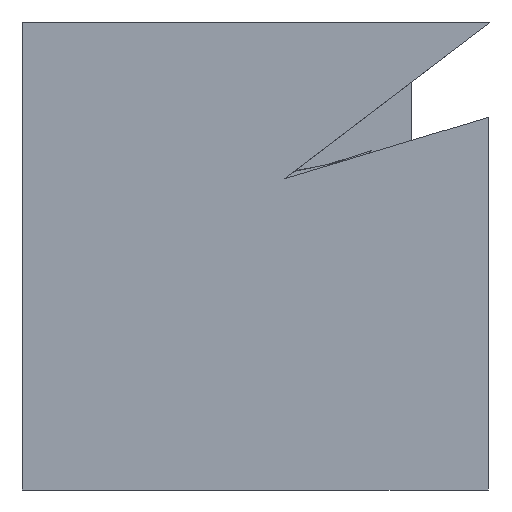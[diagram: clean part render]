
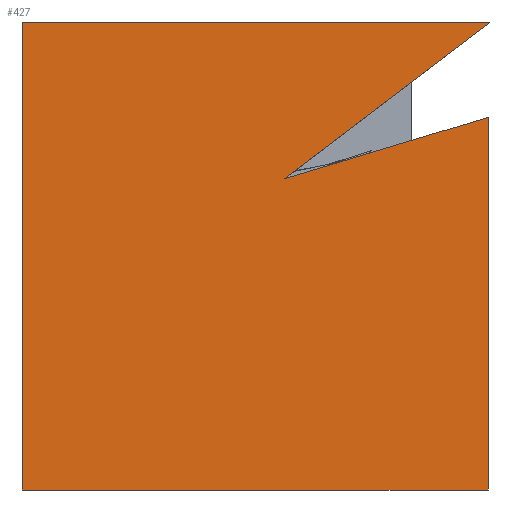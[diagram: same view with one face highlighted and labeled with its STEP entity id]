
A CAD part, left-side view. The second image highlights one B-rep face of the part: STEP entity #427.
In plain terms, the highlighted planar face has unit normal (-1, 0, 0).
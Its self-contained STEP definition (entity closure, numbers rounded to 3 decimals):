
#63=CARTESIAN_POINT('Vertex',(-5.,50.,199.038)) ;
#77=CARTESIAN_POINT('Vertex',(-5.,50.,-400.962)) ;
#80=CARTESIAN_POINT('Line Origine',(-5.,50.,-100.962)) ;
#103=CARTESIAN_POINT('Vertex',(-5.,-550.,199.038)) ;
#111=CARTESIAN_POINT('Line Origine',(-5.,-250.,199.038)) ;
#380=CARTESIAN_POINT('Vertex',(-5.,-548.128,-400.962)) ;
#383=CARTESIAN_POINT('Line Origine',(-5.,-249.064,-400.962)) ;
#395=CARTESIAN_POINT('Axis2P3D Location',(-5.,0.,0.)) ;
#400=CARTESIAN_POINT('Line Origine',(-5.,-548.128,-161.707)) ;
#404=CARTESIAN_POINT('Vertex',(-5.,-548.128,77.547)) ;
#407=CARTESIAN_POINT('Line Origine',(-5.,-417.287,38.118)) ;
#411=CARTESIAN_POINT('Vertex',(-5.,-286.447,-1.311)) ;
#414=CARTESIAN_POINT('Line Origine',(-5.,-418.223,98.863)) ;
#81=DIRECTION('Vector Direction',(0.,0.,-1.)) ;
#112=DIRECTION('Vector Direction',(0.,1.,0.)) ;
#384=DIRECTION('Vector Direction',(0.,-1.,0.)) ;
#396=DIRECTION('Axis2P3D Direction',(-1.,0.,0.)) ;
#397=DIRECTION('Axis2P3D XDirection',(0.,-1.,0.)) ;
#401=DIRECTION('Vector Direction',(0.,0.,1.)) ;
#408=DIRECTION('Vector Direction',(0.,0.957,-0.289)) ;
#415=DIRECTION('Vector Direction',(0.,-0.796,0.605)) ;
#398=AXIS2_PLACEMENT_3D('Plane Axis2P3D',#395,#396,#397) ;
#420=ORIENTED_EDGE('',*,*,#84,.T.) ;
#421=ORIENTED_EDGE('',*,*,#387,.T.) ;
#422=ORIENTED_EDGE('',*,*,#406,.T.) ;
#423=ORIENTED_EDGE('',*,*,#413,.T.) ;
#424=ORIENTED_EDGE('',*,*,#418,.T.) ;
#425=ORIENTED_EDGE('',*,*,#115,.T.) ;
#82=VECTOR('Line Direction',#81,1.) ;
#113=VECTOR('Line Direction',#112,1.) ;
#385=VECTOR('Line Direction',#384,1.) ;
#402=VECTOR('Line Direction',#401,1.) ;
#409=VECTOR('Line Direction',#408,1.) ;
#416=VECTOR('Line Direction',#415,1.) ;
#427=ADVANCED_FACE('',(#426),#399,.T.) ;
#84=EDGE_CURVE('',#64,#78,#83,.T.) ;
#115=EDGE_CURVE('',#104,#64,#114,.T.) ;
#387=EDGE_CURVE('',#78,#381,#386,.T.) ;
#406=EDGE_CURVE('',#381,#405,#403,.T.) ;
#413=EDGE_CURVE('',#405,#412,#410,.T.) ;
#418=EDGE_CURVE('',#412,#104,#417,.T.) ;
#419=EDGE_LOOP('',(#420,#421,#422,#423,#424,#425)) ;
#426=FACE_OUTER_BOUND('',#419,.T.) ;
#83=LINE('Line',#80,#82) ;
#114=LINE('Line',#111,#113) ;
#386=LINE('Line',#383,#385) ;
#403=LINE('Line',#400,#402) ;
#410=LINE('Line',#407,#409) ;
#417=LINE('Line',#414,#416) ;
#399=PLANE('Plane',#398) ;
#64=VERTEX_POINT('',#63) ;
#78=VERTEX_POINT('',#77) ;
#104=VERTEX_POINT('',#103) ;
#381=VERTEX_POINT('',#380) ;
#405=VERTEX_POINT('',#404) ;
#412=VERTEX_POINT('',#411) ;
